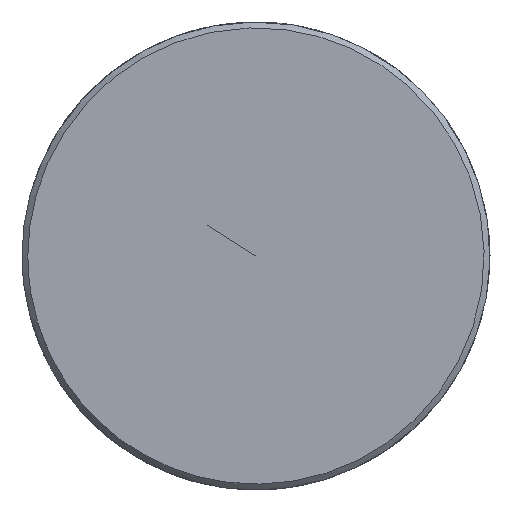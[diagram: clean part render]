
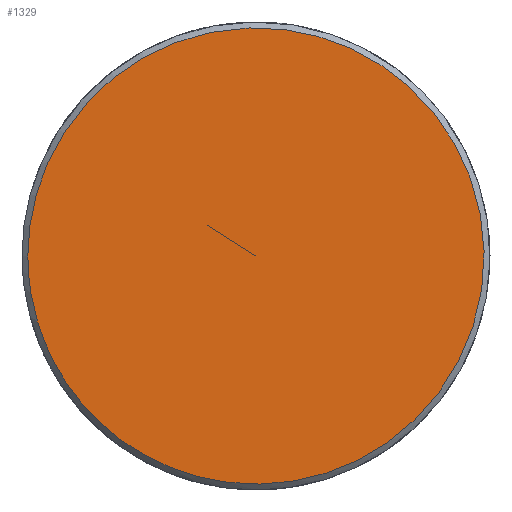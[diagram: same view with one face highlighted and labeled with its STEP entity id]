
A CAD part, left-side view. The second image highlights one B-rep face of the part: STEP entity #1329.
In plain terms, the highlighted free-form (B-spline) face has degree [5, 1] with [6, 2] control points.
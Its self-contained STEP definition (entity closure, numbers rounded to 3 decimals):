
#1257 = CARTESIAN_POINT ('', (-127., 9.75, 0.));
#1258 = VERTEX_POINT ('', #1257);
#1266 = CARTESIAN_POINT ('', (-127., 9.75, 0.));
#1267 = CARTESIAN_POINT ('', (-127., 9.75, 39.));
#1268 = CARTESIAN_POINT ('', (-127., -29.25, 19.5));
#1269 = CARTESIAN_POINT ('', (-127., -29.25, -19.5));
#1270 = CARTESIAN_POINT ('', (-127., 9.75, -39.));
#1271 = CARTESIAN_POINT ('', (-127., 9.75, 0.));
#1272 = (
   BOUNDED_CURVE ()
   B_SPLINE_CURVE (5, (#1266, #1267, #1268, #1269, #1270, #1271), .UNSPECIFIED., .T., .U.)
   B_SPLINE_CURVE_WITH_KNOTS ((6, 6), (0., 1.), .UNSPECIFIED.)
   CURVE ()
   GEOMETRIC_REPRESENTATION_ITEM ()
   RATIONAL_B_SPLINE_CURVE ((5., 1., 1., 1., 1., 5.))
   REPRESENTATION_ITEM ('')
);
#1273 = EDGE_CURVE ('', #1258, #1258, #1272, .T.);
#1305 = CARTESIAN_POINT ('', (-127., 0., 0.));
#1306 = VERTEX_POINT ('', #1305);
#1307 = CARTESIAN_POINT ('', (-127., 0., 0.));
#1308 = CARTESIAN_POINT ('', (-127., 9.75, 0.));
#1309 = B_SPLINE_CURVE_WITH_KNOTS ('', 1, (#1307, #1308), .UNSPECIFIED., .F., .U., (2, 2), (0., 1.), .UNSPECIFIED.);
#1310 = EDGE_CURVE ('', #1306, #1258, #1309, .T.);
#1311 = ORIENTED_EDGE ('', *, *, #1310, .F.);
#1312 = ORIENTED_EDGE ('', *, *, #1310, .T.);
#1313 = ORIENTED_EDGE ('', *, *, #1273, .F.);
#1314 = EDGE_LOOP ('', (#1311, #1312, #1313));
#1315 = FACE_OUTER_BOUND ('', #1314, .T.);
#1316 = CARTESIAN_POINT ('', (-127., 0., 0.));
#1317 = CARTESIAN_POINT ('', (-127., 9.75, 0.));
#1318 = CARTESIAN_POINT ('', (-127., 0., 0.));
#1319 = CARTESIAN_POINT ('', (-127., 9.75, 39.));
#1320 = CARTESIAN_POINT ('', (-127., 0., 0.));
#1321 = CARTESIAN_POINT ('', (-127., -29.25, 19.5));
#1322 = CARTESIAN_POINT ('', (-127., 0., 0.));
#1323 = CARTESIAN_POINT ('', (-127., -29.25, -19.5));
#1324 = CARTESIAN_POINT ('', (-127., 0., 0.));
#1325 = CARTESIAN_POINT ('', (-127., 9.75, -39.));
#1326 = CARTESIAN_POINT ('', (-127., 0., 0.));
#1327 = CARTESIAN_POINT ('', (-127., 9.75, 0.));
#1328 = (
   BOUNDED_SURFACE ()
   B_SPLINE_SURFACE (5, 1, ((#1316, #1317), (#1318, #1319), (#1320, #1321), (#1322, #1323), (#1324, #1325), (#1326, #1327)), .UNSPECIFIED., .T., .F., .U.)
   B_SPLINE_SURFACE_WITH_KNOTS ((6, 6), (2, 2), (0., 1.), (0., 1.), .UNSPECIFIED.)
   SURFACE ()
   GEOMETRIC_REPRESENTATION_ITEM ()
   RATIONAL_B_SPLINE_SURFACE (((5., 5.), (1., 1.), (1., 1.), (1., 1.), (1., 1.), (5., 5.)))
   REPRESENTATION_ITEM ('')
);
#1329 = ADVANCED_FACE ('', (#1315), #1328, .T.);
